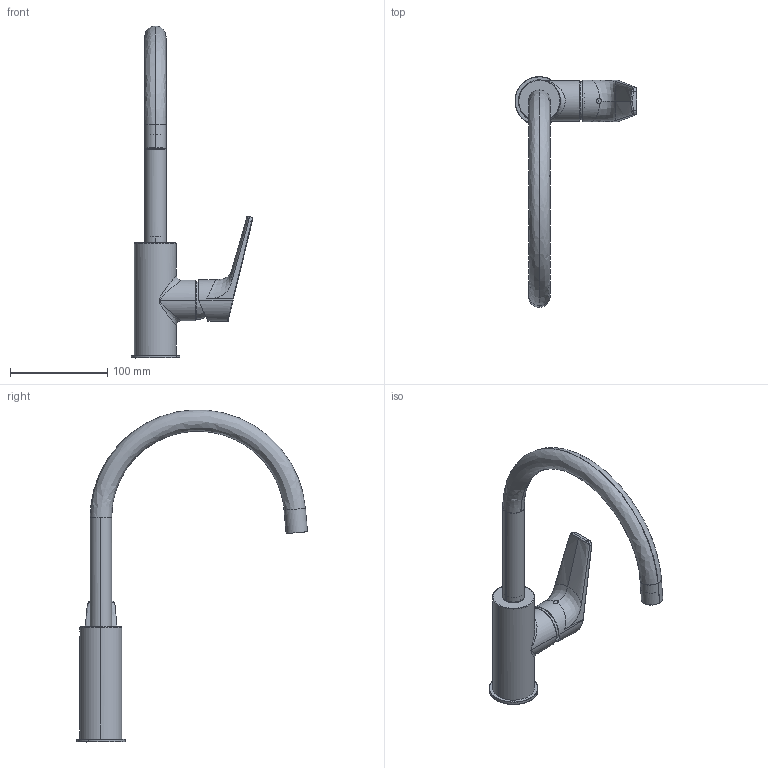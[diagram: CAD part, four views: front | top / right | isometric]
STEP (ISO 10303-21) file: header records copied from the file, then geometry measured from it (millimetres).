
FILE_DESCRIPTION(/* description */ (''),/* implementation_level */ '2;1');
FILE_NAME(/* name */ 'STEP - A075032423_9508812',/* time_stamp */ '2025-03-18T15:51:08+11:00',/* author */ (''),/* organization */ (''),/* preprocessor_version */ 'ST-DEVELOPER v16.5',/* originating_system */ 'Rhino 7.37',/* authorisation */ '');
FILE_SCHEMA (('AUTOMOTIVE_DESIGN'));
Length unit declared in the file: millimetre
Products named in the file (1): Document
Bounding box: 125.16 x 236.96 x 340.62 mm (x, y, z)
Volume: 53697.4 mm3; surface area: 165220.5 mm2
Topology: 23 solids, 29 shells, 1987 faces, 5238 edges, 3178 vertices
Faces by surface type: plane 687, bspline 657, cylinder 643
Full cylindrical faces by diameter (mm): 10 x1, 27 x1
Entity records: 75105 total; most frequent: CARTESIAN_POINT 42463, ORIENTED_EDGE 10063, EDGE_CURVE 5202, B_SPLINE_CURVE_WITH_KNOTS 3514, VERTEX_POINT 3177, EDGE_LOOP 2141, ADVANCED_FACE 1987, FACE_OUTER_BOUND 1987
